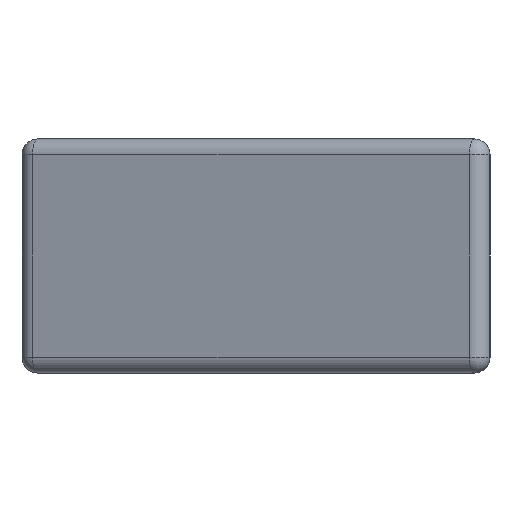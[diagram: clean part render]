
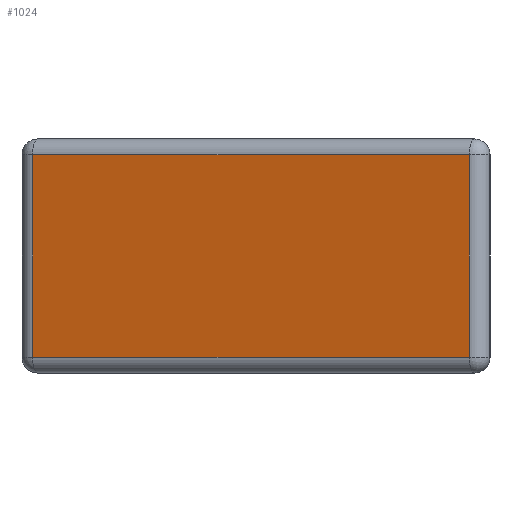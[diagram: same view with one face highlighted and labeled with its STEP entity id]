
A CAD part, left-side view. The second image highlights one B-rep face of the part: STEP entity #1024.
In plain terms, the highlighted planar face has unit normal (-0.949, 0.316, 0).
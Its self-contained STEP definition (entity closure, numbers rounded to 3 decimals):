
#47=PLANE('',#1154);
#113=FACE_OUTER_BOUND('',#182,.T.);
#182=EDGE_LOOP('',(#878,#879,#880,#881));
#233=LINE('',#1693,#316);
#234=LINE('',#1702,#317);
#239=LINE('',#1716,#322);
#241=LINE('',#1719,#324);
#316=VECTOR('',#1378,10.);
#317=VECTOR('',#1389,10.);
#322=VECTOR('',#1406,10.);
#324=VECTOR('',#1410,10.);
#472=VERTEX_POINT('',#1662);
#479=VERTEX_POINT('',#1683);
#481=VERTEX_POINT('',#1695);
#486=VERTEX_POINT('',#1711);
#594=EDGE_CURVE('',#472,#479,#233,.T.);
#598=EDGE_CURVE('',#481,#472,#234,.T.);
#606=EDGE_CURVE('',#479,#486,#239,.T.);
#608=EDGE_CURVE('',#486,#481,#241,.T.);
#878=ORIENTED_EDGE('',*,*,#594,.F.);
#879=ORIENTED_EDGE('',*,*,#598,.F.);
#880=ORIENTED_EDGE('',*,*,#608,.F.);
#881=ORIENTED_EDGE('',*,*,#606,.F.);
#1024=ADVANCED_FACE('',(#113),#47,.T.);
#1154=AXIS2_PLACEMENT_3D('',#1773,#1472,#1473);
#1378=DIRECTION('',(0.316,0.949,0.));
#1389=DIRECTION('',(0.,0.,-1.));
#1406=DIRECTION('',(0.,0.,1.));
#1410=DIRECTION('',(-0.316,-0.949,0.));
#1472=DIRECTION('center_axis',(-0.949,0.316,0.));
#1473=DIRECTION('ref_axis',(-0.316,-0.949,0.));
#1662=CARTESIAN_POINT('',(-62.061,1.316,1.));
#1683=CARTESIAN_POINT('',(-52.728,29.297,1.));
#1693=CARTESIAN_POINT('',(-50.557,35.805,1.));
#1695=CARTESIAN_POINT('',(-62.061,1.316,14.));
#1702=CARTESIAN_POINT('',(-62.061,1.316,0.));
#1711=CARTESIAN_POINT('',(-52.728,29.297,14.));
#1716=CARTESIAN_POINT('',(-52.728,29.297,0.));
#1719=CARTESIAN_POINT('',(-50.557,35.805,14.));
#1773=CARTESIAN_POINT('Origin',(-52.5,29.98,0.));
